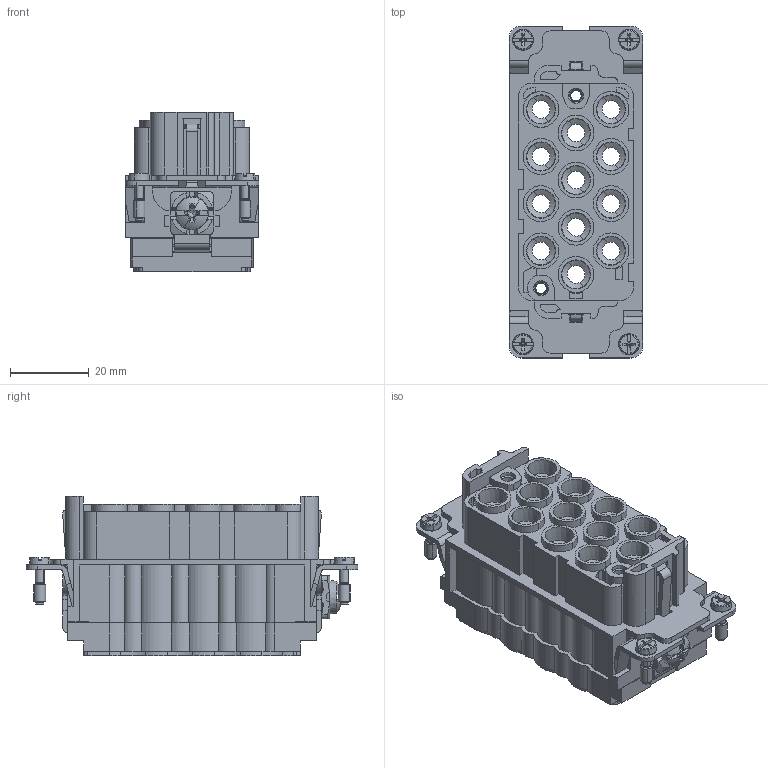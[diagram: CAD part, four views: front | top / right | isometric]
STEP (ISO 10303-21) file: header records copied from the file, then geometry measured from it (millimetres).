
FILE_DESCRIPTION(('CATIA V5 STEP','CAx-IF Rec.Pracs.--- Model Styling and Organization---1.2---2011-12-15'),'2;1');
FILE_NAME ('13466930_2', '2018-08-22T08:54:03+00:00', ('none'), ('Weidmueller'), 'CATIA Version 5-6 Release 2014 SP4 HF52', 'CATIA V5 STEP AP214', 'none');
FILE_SCHEMA(('AUTOMOTIVE_DESIGN { 1 0 10303 214 1 1 1 1 }'));
Products named in the file (1): 1023330000
Bounding box: 34 x 84.5 x 40.6 mm (x, y, z)
Volume: 45344.3 mm3; surface area: 39345.8 mm2
Topology: 1 solids, 1 shells, 1710 faces, 5176 edges, 3345 vertices
Faces by surface type: plane 949, cylinder 436, cone 259, torus 44, bspline 20, revolution 2
Entity records: 56720 total; most frequent: CARTESIAN_POINT 13745, ORIENTED_EDGE 10332, DIRECTION 6725, EDGE_CURVE 5166, VERTEX_POINT 3345, VECTOR 3015, LINE 3015, AXIS2_PLACEMENT_3D 2572
